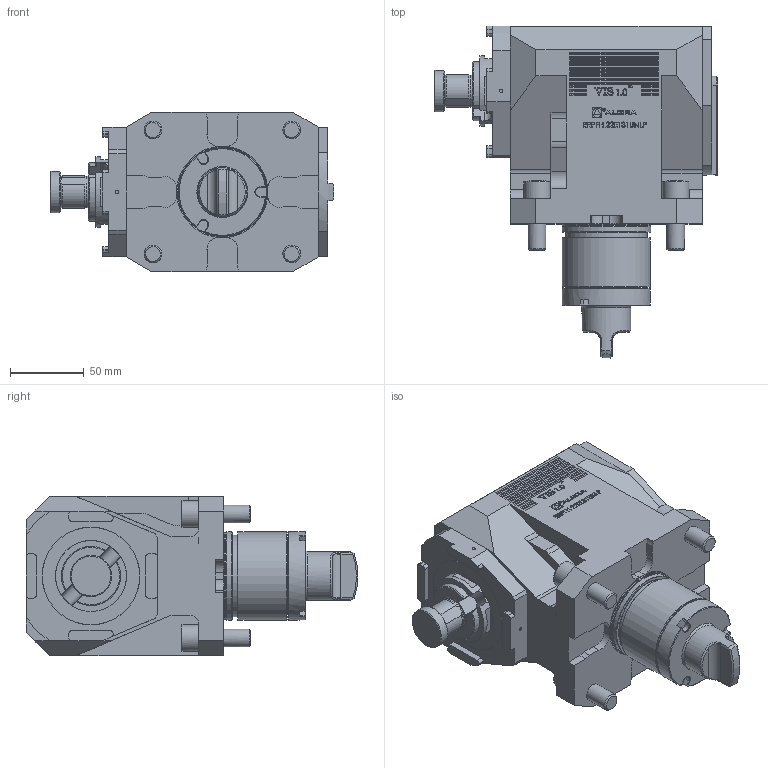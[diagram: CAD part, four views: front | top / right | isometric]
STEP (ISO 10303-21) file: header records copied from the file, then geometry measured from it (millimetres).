
FILE_DESCRIPTION (( 'STEP AP214' ), '1' );
FILE_NAME ('RRPFH22E131UNLP.STEP', '2025-09-02T11:50:32', ( '' ), ( '' ), 'SwSTEP 2.0', 'SolidWorks 2023', '' );
FILE_SCHEMA (( 'AUTOMOTIVE_DESIGN' ));
Length unit declared in the file: millimetre
Products named in the file (1): RRPFH22E131UNLP
Bounding box: 192.1 x 224.8 x 108 mm (x, y, z)
Volume: 2011656.2 mm3; surface area: 127259 mm2
Topology: 1 solids, 1 shells, 1011 faces, 2654 edges, 1758 vertices
Faces by surface type: plane 694, bspline 142, cylinder 134, cone 31, torus 10
Full cylindrical faces by diameter (mm): 1.7 x1, 2.1 x1, 6.366 x1, 12 x4, 18 x4, 28 x1, 33 x1, 48 x1, 55.2 x1, 59.5 x1, 59.7 x1, 59.8 x1, 59.9 x1
Entity records: 41973 total; most frequent: CARTESIAN_POINT 14958, ORIENTED_EDGE 5178, DIRECTION 4208, EDGE_CURVE 2589, LINE 1898, VECTOR 1898, VERTEX_POINT 1739, EDGE_LOOP 1170
